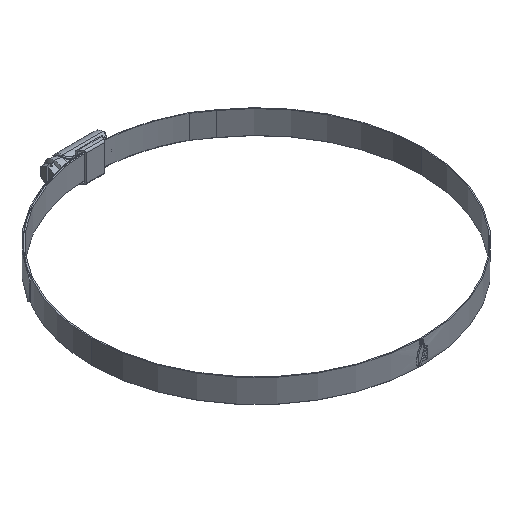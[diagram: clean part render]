
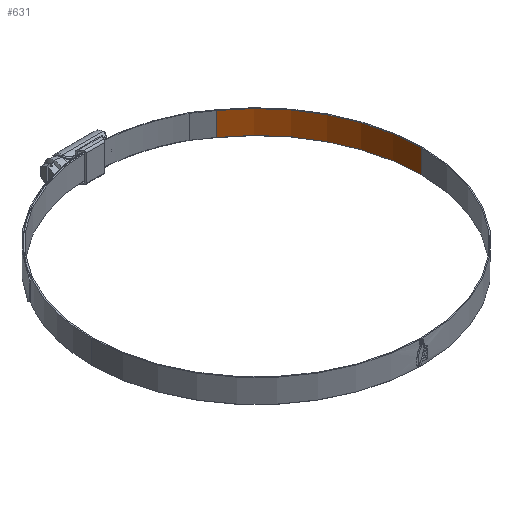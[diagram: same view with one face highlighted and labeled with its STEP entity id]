
A CAD part, isometric view. The second image highlights one B-rep face of the part: STEP entity #631.
In plain terms, the highlighted cylindrical face has radius 89 mm (diameter 178 mm), a partial arc.
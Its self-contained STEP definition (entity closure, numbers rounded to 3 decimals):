
#520 = LINE ( 'NONE', #2891, #6018 ) ;
#612 = CARTESIAN_POINT ( 'NONE',  ( 89., 0., 6.35 ) ) ;
#631 = ADVANCED_FACE ( 'NONE', ( #794 ), #3197, .F. ) ;
#794 = FACE_OUTER_BOUND ( 'NONE', #2152, .T. ) ;
#906 = CARTESIAN_POINT ( 'NONE',  ( 0., 0., 6.35 ) ) ;
#971 = EDGE_CURVE ( 'NONE', #4258, #6130, #7075, .T. ) ;
#1121 = VERTEX_POINT ( 'NONE', #5428 ) ;
#1123 = CARTESIAN_POINT ( 'NONE',  ( 51.048, 72.905, 6.35 ) ) ;
#1738 = DIRECTION ( 'NONE',  ( 0., 0., -1. ) ) ;
#1965 = CARTESIAN_POINT ( 'NONE',  ( 0., 0., 6.35 ) ) ;
#2152 = EDGE_LOOP ( 'NONE', ( #5614, #3498, #4576, #5775 ) ) ;
#2730 = DIRECTION ( 'NONE',  ( 0., 0., 1. ) ) ;
#2840 = CARTESIAN_POINT ( 'NONE',  ( 51.048, 72.905, 6.35 ) ) ;
#2891 = CARTESIAN_POINT ( 'NONE',  ( 89., 0., 6.35 ) ) ;
#3197 = CYLINDRICAL_SURFACE ( 'NONE', #5222, 89. ) ;
#3279 = EDGE_CURVE ( 'NONE', #6130, #5065, #5851, .T. ) ;
#3498 = ORIENTED_EDGE ( 'NONE', *, *, #971, .T. ) ;
#4147 = DIRECTION ( 'NONE',  ( 0., 0., 1. ) ) ;
#4258 = VERTEX_POINT ( 'NONE', #612 ) ;
#4458 = DIRECTION ( 'NONE',  ( -1., 0., 0. ) ) ;
#4576 = ORIENTED_EDGE ( 'NONE', *, *, #3279, .T. ) ;
#5065 = VERTEX_POINT ( 'NONE', #5435 ) ;
#5217 = DIRECTION ( 'NONE',  ( 0., 0., -1. ) ) ;
#5222 = AXIS2_PLACEMENT_3D ( 'NONE', #1965, #5217, #4458 ) ;
#5428 = CARTESIAN_POINT ( 'NONE',  ( 89., 0., -6.35 ) ) ;
#5435 = CARTESIAN_POINT ( 'NONE',  ( 51.048, 72.905, -6.35 ) ) ;
#5525 = AXIS2_PLACEMENT_3D ( 'NONE', #5856, #4147, #6435 ) ;
#5614 = ORIENTED_EDGE ( 'NONE', *, *, #7376, .F. ) ;
#5628 = DIRECTION ( 'NONE',  ( 1., 0., 0. ) ) ;
#5775 = ORIENTED_EDGE ( 'NONE', *, *, #7596, .F. ) ;
#5851 = LINE ( 'NONE', #2840, #6370 ) ;
#5856 = CARTESIAN_POINT ( 'NONE',  ( 0., 0., -6.35 ) ) ;
#6018 = VECTOR ( 'NONE', #1738, 1000. ) ;
#6130 = VERTEX_POINT ( 'NONE', #1123 ) ;
#6370 = VECTOR ( 'NONE', #6939, 1000. ) ;
#6435 = DIRECTION ( 'NONE',  ( 1., 0., 0. ) ) ;
#6939 = DIRECTION ( 'NONE',  ( 0., 0., -1. ) ) ;
#7075 = CIRCLE ( 'NONE', #7341, 89. ) ;
#7341 = AXIS2_PLACEMENT_3D ( 'NONE', #906, #2730, #5628 ) ;
#7376 = EDGE_CURVE ( 'NONE', #4258, #1121, #520, .T. ) ;
#7502 = CIRCLE ( 'NONE', #5525, 89. ) ;
#7596 = EDGE_CURVE ( 'NONE', #1121, #5065, #7502, .T. ) ;
